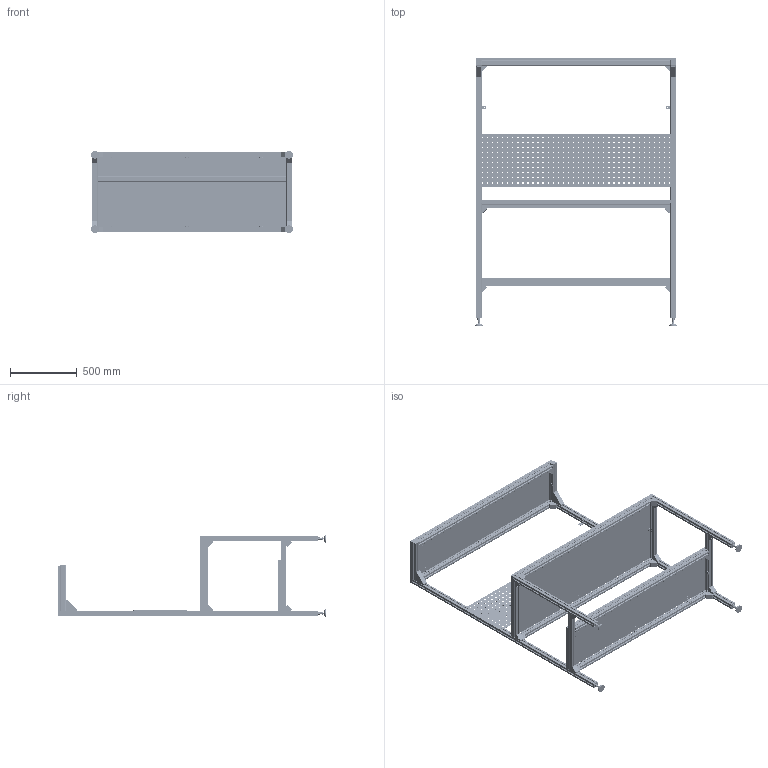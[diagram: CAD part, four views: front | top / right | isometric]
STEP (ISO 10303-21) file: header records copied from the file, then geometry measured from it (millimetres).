
FILE_DESCRIPTION (( 'STEP AP214' ), '1' );
FILE_NAME ('橡铎脲眄 耱铍 L=1500祆.STEP', '2022-08-17T12:04:06', ( '' ), ( '' ), 'SwSTEP 2.0', 'SolidWorks 2022', '' );
FILE_SCHEMA (( 'AUTOMOTIVE_DESIGN' ));
Length unit declared in the file: millimetre
Products named in the file (23): СПSNSD.30.50.66. Болт(А31)_00; A18_01; СПSNSD.30.50.66. Пластина(А31)_00; Фанера_Подстолье фанера; 40х40SL_2000; Фанера_Верхняя фанера; Фанера_Нижняя фанера; A48_00; 40х40SL_1720; Промышленный стол L=1500мм; X01_00; 40х40SL_750; СПA48SNSD.30.50.73. Опора(A43)_00; A11_00; E36_00; D02_00; СПA48SNSD.30.50.73. Болт(A43)_00; SNSS.40.037 Перфорированная панель 1500x400_1; 40х40SL_650; 40х40SL_520; A31_00; СПA48SNSD.30.50.73. Гайка М12(A43)_00; A19_00
Assembly tree (108 placements, depth 3):
  Промышленный стол L=1500мм
    A31_00  x4
      СПSNSD.30.50.66. Пластина(А31)_00
      СПSNSD.30.50.66. Болт(А31)_00
    A48_00  x4
      СПA48SNSD.30.50.73. Опора(A43)_00
      СПA48SNSD.30.50.73. Болт(A43)_00
      СПA48SNSD.30.50.73. Гайка М12(A43)_00
    A19_00  x2
    A11_00  x2
    40х40SL_1720  x2
    40х40SL_750  x2
    40х40SL_520  x4
    40х40SL_650  x2
    40х40SL_2000  x6
    A18_01  x20
    D02_00  x20
    Фанера_Верхняя фанера
    Фанера_Нижняя фанера
    Фанера_Подстолье фанера
    E36_00  x26
    X01_00  x2
    SNSS.40.037 Перфорированная панель 1500x400_1
Bounding box: 1519.29 x 2020 x 619.26 mm (x, y, z)
Volume: 50382410.8 mm3; surface area: 14577487.1 mm2
Topology: 126 solids, 134 shells, 13430 faces, 37466 edges, 24454 vertices
Faces by surface type: plane 8378, cylinder 4462, torus 260, cone 192, sphere 114, bspline 24
Entity records: 132417 total; most frequent: CARTESIAN_POINT 23686, ORIENTED_EDGE 22878, DIRECTION 21310, EDGE_CURVE 11439, VECTOR 9368, LINE 9368, VERTEX_POINT 7587, AXIS2_PLACEMENT_3D 5971
